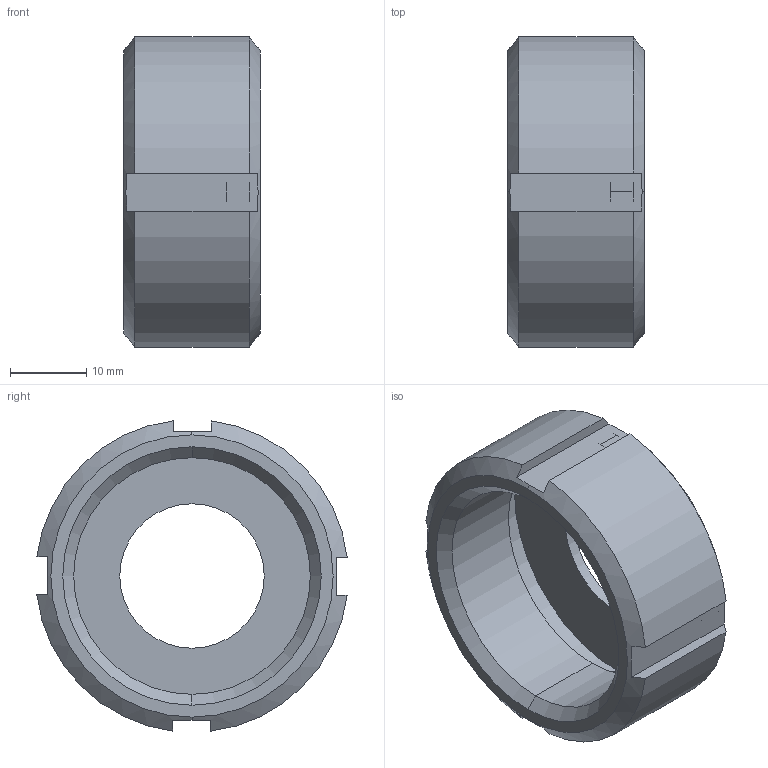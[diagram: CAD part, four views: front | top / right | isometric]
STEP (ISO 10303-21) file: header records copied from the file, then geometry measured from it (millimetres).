
FILE_DESCRIPTION (( 'STEP AP203' ), '1' );
FILE_NAME ('3D_R702_DN19-17.2-19.05_168021420.STEP', '2024-08-08T09:55:18', ( '' ), ( '' ), 'SwSTEP 2.0', 'SolidWorks 2024', '' );
FILE_SCHEMA (( 'CONFIG_CONTROL_DESIGN' ));
Length unit declared in the file: millimetre
Products named in the file (1): 3D_R702_DN19-17.2-19.05_168021420
Bounding box: 18 x 40.85 x 40.85 mm (x, y, z)
Volume: 8598.3 mm3; surface area: 6609.8 mm2
Topology: 1 solids, 1 shells, 33 faces, 84 edges, 54 vertices
Faces by surface type: plane 15, cylinder 10, cone 8
Entity records: 1113 total; most frequent: CARTESIAN_POINT 264, ORIENTED_EDGE 168, DIRECTION 150, EDGE_CURVE 84, AXIS2_PLACEMENT_3D 60, VERTEX_POINT 54, EDGE_LOOP 36, ADVANCED_FACE 33
